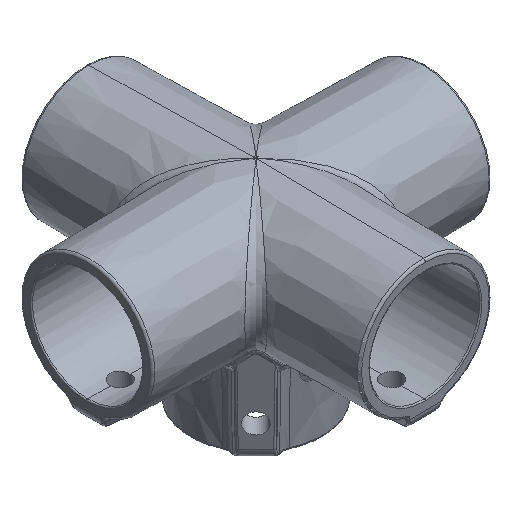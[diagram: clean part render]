
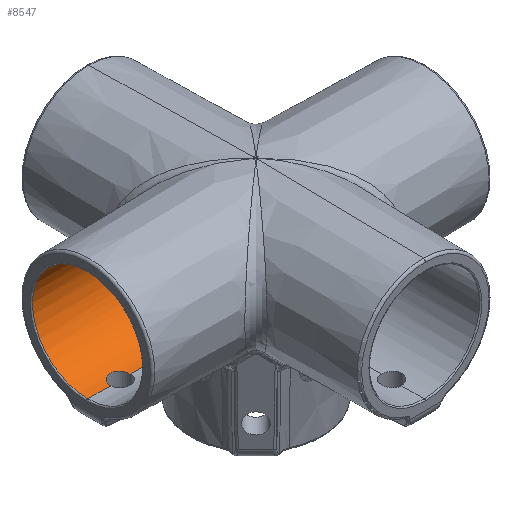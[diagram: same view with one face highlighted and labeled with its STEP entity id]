
A CAD part, isometric view. The second image highlights one B-rep face of the part: STEP entity #8547.
In plain terms, the highlighted cylindrical face has radius 24.5 mm (diameter 49 mm), a partial arc.
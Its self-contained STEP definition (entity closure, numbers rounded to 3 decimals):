
#265 = EDGE_CURVE ( 'NONE', #6920, #6520, #1131, .T. ) ;
#358 = ORIENTED_EDGE ( 'NONE', *, *, #265, .F. ) ;
#544 = ORIENTED_EDGE ( 'NONE', *, *, #9954, .T. ) ;
#545 = CARTESIAN_POINT ( 'NONE',  ( -19.445, 17.324, -17.324 ) ) ;
#807 = EDGE_LOOP ( 'NONE', ( #11339, #10591, #3729, #358, #4243, #544, #8400 ) ) ;
#864 = CARTESIAN_POINT ( 'NONE',  ( -59.704, 4.5, -24.083 ) ) ;
#865 = CARTESIAN_POINT ( 'NONE',  ( -64.27, 1.451, -24.458 ) ) ;
#932 = EDGE_CURVE ( 'NONE', #6920, #1464, #7432, .T. ) ;
#1027 = CARTESIAN_POINT ( 'NONE',  ( -74.5, 0., 24.5 ) ) ;
#1035 = CARTESIAN_POINT ( 'NONE',  ( -55.5, 0., -24.5 ) ) ;
#1075 = DIRECTION ( 'NONE',  ( 0., 0., -1. ) ) ;
#1131 = B_SPLINE_CURVE_WITH_KNOTS ( 'NONE', 3,
 ( #1588, #11470, #6999, #7897, #4305, #11511, #2566, #1592, #6880, #1636, #7903, #7823, #8791, #6126, #8830, #3447, #864, #1755, #8868, #5285, #9783, #4381, #7122, #2606, #7168, #8910, #3531, #3490, #11636, #865, #9785, #6207, #8061, #4382 ),
 .UNSPECIFIED., .F., .F.,
 ( 4, 2, 2, 2, 2, 2, 2, 2, 2, 2, 2, 2, 2, 2, 2, 2, 4 ),
 ( 0., 0.001, 0.002, 0.003, 0.004, 0.004, 0.005, 0.006, 0.007, 0.008, 0.009, 0.01, 0.011, 0.011, 0.012, 0.013, 0.014 ),
 .UNSPECIFIED. ) ;
#1464 = VERTEX_POINT ( 'NONE', #4102 ) ;
#1588 = CARTESIAN_POINT ( 'NONE',  ( -55.5, 0., -24.5 ) ) ;
#1592 = CARTESIAN_POINT ( 'NONE',  ( -56.422, 2.745, -24.347 ) ) ;
#1601 = DIRECTION ( 'NONE',  ( 1., 0., 0. ) ) ;
#1636 = CARTESIAN_POINT ( 'NONE',  ( -57.026, 3.39, -24.265 ) ) ;
#1755 = CARTESIAN_POINT ( 'NONE',  ( -60.292, 4.5, -24.083 ) ) ;
#1983 = CARTESIAN_POINT ( 'NONE',  ( -28.783, 25.643, 24.5 ) ) ;
#2305 = DIRECTION ( 'NONE',  ( 0., 0., -1. ) ) ;
#2480 = FACE_OUTER_BOUND ( 'NONE', #807, .T. ) ;
#2566 = CARTESIAN_POINT ( 'NONE',  ( -56.095, 2.256, -24.397 ) ) ;
#2577 = CARTESIAN_POINT ( 'NONE',  ( -75., 0., -24.5 ) ) ;
#2606 = CARTESIAN_POINT ( 'NONE',  ( -62.745, 3.578, -24.238 ) ) ;
#2651 = DIRECTION ( 'NONE',  ( 1., 0., 0. ) ) ;
#3048 = VERTEX_POINT ( 'NONE', #5648 ) ;
#3447 = CARTESIAN_POINT ( 'NONE',  ( -59.412, 4.471, -24.089 ) ) ;
#3490 = CARTESIAN_POINT ( 'NONE',  ( -63.903, 2.259, -24.397 ) ) ;
#3531 = CARTESIAN_POINT ( 'NONE',  ( -63.577, 2.746, -24.347 ) ) ;
#3591 = CARTESIAN_POINT ( 'NONE',  ( -39.798, 35.457, 0.809 ) ) ;
#3612 = CARTESIAN_POINT ( 'NONE',  ( -75., 0., -24.5 ) ) ;
#3729 = ORIENTED_EDGE ( 'NONE', *, *, #9554, .T. ) ;
#3997 = CIRCLE ( 'NONE', #6874, 24.5 ) ;
#4102 = CARTESIAN_POINT ( 'NONE',  ( -27.5, 0., -24.5 ) ) ;
#4209 = EDGE_CURVE ( 'NONE', #11046, #3048, #5767, .T. ) ;
#4243 = ORIENTED_EDGE ( 'NONE', *, *, #932, .T. ) ;
#4305 = CARTESIAN_POINT ( 'NONE',  ( -55.731, 1.453, -24.458 ) ) ;
#4381 = CARTESIAN_POINT ( 'NONE',  ( -61.995, 4.044, -24.164 ) ) ;
#4382 = CARTESIAN_POINT ( 'NONE',  ( -64.5, 0., -24.5 ) ) ;
#4734 = VECTOR ( 'NONE', #2651, 1000. ) ;
#5104 = VECTOR ( 'NONE', #1601, 1000. ) ;
#5285 = CARTESIAN_POINT ( 'NONE',  ( -61.169, 4.355, -24.11 ) ) ;
#5648 = CARTESIAN_POINT ( 'NONE',  ( 0., 0., 24.5 ) ) ;
#5767 = LINE ( 'NONE', #10340, #10962 ) ;
#5797 = DIRECTION ( 'NONE',  ( 1., 0., 0. ) ) ;
#6077 = CARTESIAN_POINT ( 'NONE',  ( -24.672, 12.668, -21.98 ) ) ;
#6126 = CARTESIAN_POINT ( 'NONE',  ( -58.546, 4.269, -24.126 ) ) ;
#6207 = CARTESIAN_POINT ( 'NONE',  ( -64.471, 0.593, -24.495 ) ) ;
#6315 = CARTESIAN_POINT ( 'NONE',  ( 0., 0., 24.5 ) ) ;
#6426 =( BOUNDED_CURVE ( )  B_SPLINE_CURVE ( 3, ( #9825, #8864, #6077, #7899 ),
 .UNSPECIFIED., .F., .F. ) 
 B_SPLINE_CURVE_WITH_KNOTS ( ( 4, 4 ),
 ( 3.142, 3.927 ),
 .UNSPECIFIED. ) 
 CURVE ( )  GEOMETRIC_REPRESENTATION_ITEM ( )  RATIONAL_B_SPLINE_CURVE ( ( 1., 0.949, 0.949, 1. ) ) 
 REPRESENTATION_ITEM ( '' )  );
#6491 = DIRECTION ( 'NONE',  ( -1., 0., 0. ) ) ;
#6520 = VERTEX_POINT ( 'NONE', #10978 ) ;
#6874 = AXIS2_PLACEMENT_3D ( 'NONE', #9291, #6491, #1075 ) ;
#6880 = CARTESIAN_POINT ( 'NONE',  ( -56.612, 2.976, -24.32 ) ) ;
#6920 = VERTEX_POINT ( 'NONE', #1035 ) ;
#6999 = CARTESIAN_POINT ( 'NONE',  ( -55.529, 0.591, -24.495 ) ) ;
#7122 = CARTESIAN_POINT ( 'NONE',  ( -62.258, 3.903, -24.188 ) ) ;
#7168 = CARTESIAN_POINT ( 'NONE',  ( -62.973, 3.391, -24.265 ) ) ;
#7388 = LINE ( 'NONE', #2577, #5104 ) ;
#7432 = LINE ( 'NONE', #3612, #4734 ) ;
#7682 = DIRECTION ( 'NONE',  ( 1., 0., 0. ) ) ;
#7823 = CARTESIAN_POINT ( 'NONE',  ( -57.744, 3.905, -24.187 ) ) ;
#7897 = CARTESIAN_POINT ( 'NONE',  ( -55.644, 1.167, -24.474 ) ) ;
#7899 = CARTESIAN_POINT ( 'NONE',  ( -19.445, 17.324, -17.324 ) ) ;
#7903 = CARTESIAN_POINT ( 'NONE',  ( -57.252, 3.576, -24.238 ) ) ;
#8061 = CARTESIAN_POINT ( 'NONE',  ( -64.5, 0.294, -24.5 ) ) ;
#8373 = AXIS2_PLACEMENT_3D ( 'NONE', #10331, #7682, #2305 ) ;
#8400 = ORIENTED_EDGE ( 'NONE', *, *, #10361, .T. ) ;
#8547 = ADVANCED_FACE ( 'NONE', ( #2480 ), #11040, .F. ) ;
#8791 = CARTESIAN_POINT ( 'NONE',  ( -58.005, 4.044, -24.164 ) ) ;
#8830 = CARTESIAN_POINT ( 'NONE',  ( -58.83, 4.355, -24.11 ) ) ;
#8864 = CARTESIAN_POINT ( 'NONE',  ( -27.5, 6.585, -24.5 ) ) ;
#8868 = CARTESIAN_POINT ( 'NONE',  ( -60.591, 4.471, -24.089 ) ) ;
#8910 = CARTESIAN_POINT ( 'NONE',  ( -63.391, 2.973, -24.32 ) ) ;
#9008 =( BOUNDED_CURVE ( )  B_SPLINE_CURVE ( 3, ( #10864, #3591, #1983, #6315 ),
 .UNSPECIFIED., .F., .T. ) 
 B_SPLINE_CURVE_WITH_KNOTS ( ( 4, 4 ),
 ( 5.498, 7.854 ),
 .UNSPECIFIED. ) 
 CURVE ( )  GEOMETRIC_REPRESENTATION_ITEM ( )  RATIONAL_B_SPLINE_CURVE ( ( 1., 0.588, 0.588, 1. ) ) 
 REPRESENTATION_ITEM ( '' )  );
#9291 = CARTESIAN_POINT ( 'NONE',  ( -74.5, 0., 0. ) ) ;
#9554 = EDGE_CURVE ( 'NONE', #9635, #6520, #7388, .T. ) ;
#9635 = VERTEX_POINT ( 'NONE', #9747 ) ;
#9747 = CARTESIAN_POINT ( 'NONE',  ( -74.5, 0., -24.5 ) ) ;
#9783 = CARTESIAN_POINT ( 'NONE',  ( -61.45, 4.27, -24.125 ) ) ;
#9785 = CARTESIAN_POINT ( 'NONE',  ( -64.355, 1.171, -24.474 ) ) ;
#9800 = EDGE_CURVE ( 'NONE', #11046, #9635, #3997, .T. ) ;
#9825 = CARTESIAN_POINT ( 'NONE',  ( -27.5, 0., -24.5 ) ) ;
#9954 = EDGE_CURVE ( 'NONE', #1464, #10855, #6426, .T. ) ;
#10331 = CARTESIAN_POINT ( 'NONE',  ( -75., 0., 0. ) ) ;
#10340 = CARTESIAN_POINT ( 'NONE',  ( -75., 0., 24.5 ) ) ;
#10361 = EDGE_CURVE ( 'NONE', #10855, #3048, #9008, .T. ) ;
#10591 = ORIENTED_EDGE ( 'NONE', *, *, #9800, .T. ) ;
#10855 = VERTEX_POINT ( 'NONE', #545 ) ;
#10864 = CARTESIAN_POINT ( 'NONE',  ( -19.445, 17.324, -17.324 ) ) ;
#10962 = VECTOR ( 'NONE', #5797, 1000. ) ;
#10978 = CARTESIAN_POINT ( 'NONE',  ( -64.5, 0., -24.5 ) ) ;
#11040 = CYLINDRICAL_SURFACE ( 'NONE', #8373, 24.5 ) ;
#11046 = VERTEX_POINT ( 'NONE', #1027 ) ;
#11339 = ORIENTED_EDGE ( 'NONE', *, *, #4209, .F. ) ;
#11470 = CARTESIAN_POINT ( 'NONE',  ( -55.5, 0.298, -24.5 ) ) ;
#11511 = CARTESIAN_POINT ( 'NONE',  ( -55.957, 1.998, -24.42 ) ) ;
#11636 = CARTESIAN_POINT ( 'NONE',  ( -64.044, 1.996, -24.42 ) ) ;
